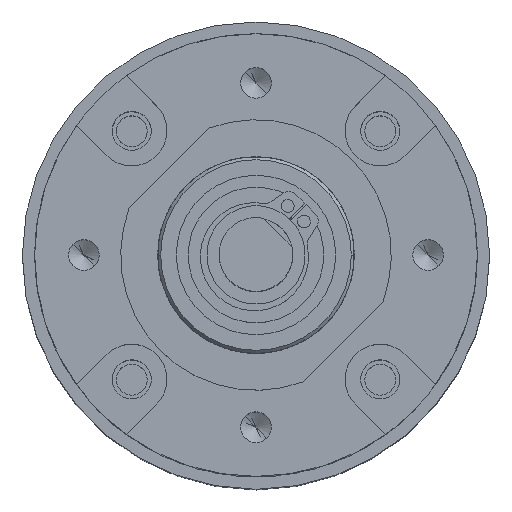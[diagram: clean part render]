
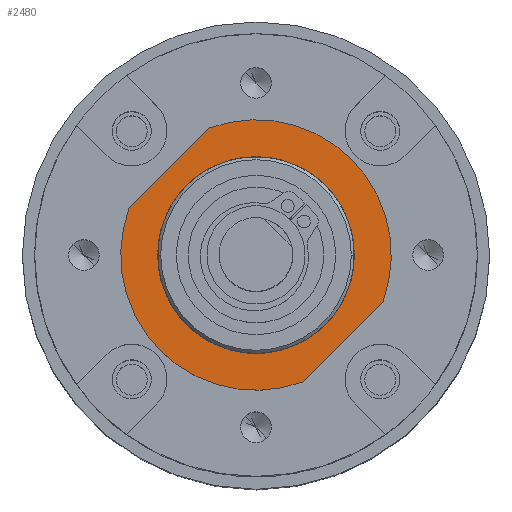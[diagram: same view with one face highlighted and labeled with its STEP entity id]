
A CAD part, top view. The second image highlights one B-rep face of the part: STEP entity #2480.
In plain terms, the highlighted planar face has unit normal (0, 0, 1).
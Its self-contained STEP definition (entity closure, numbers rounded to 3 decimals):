
#19 = CARTESIAN_POINT ( 'NONE',  ( -10., 4.583, 26.192 ) ) ;
#38 = CARTESIAN_POINT ( 'NONE',  ( 0., 0., 26.192 ) ) ;
#134 = EDGE_CURVE ( 'NONE', #4010, #430, #6316, .T. ) ;
#267 = CARTESIAN_POINT ( 'NONE',  ( -8., 0., 26.192 ) ) ;
#430 = VERTEX_POINT ( 'NONE', #1100 ) ;
#644 = DIRECTION ( 'NONE',  ( 1., 0., 0. ) ) ;
#694 = CARTESIAN_POINT ( 'NONE',  ( 10., 4.583, 26.192 ) ) ;
#734 = ORIENTED_EDGE ( 'NONE', *, *, #5592, .T. ) ;
#1024 = EDGE_LOOP ( 'NONE', ( #1581, #7808, #734, #2285 ) ) ;
#1100 = CARTESIAN_POINT ( 'NONE',  ( 10., -4.583, 26.192 ) ) ;
#1581 = ORIENTED_EDGE ( 'NONE', *, *, #134, .T. ) ;
#1880 = FACE_OUTER_BOUND ( 'NONE', #1024, .T. ) ;
#2285 = ORIENTED_EDGE ( 'NONE', *, *, #7038, .T. ) ;
#2480 = ADVANCED_FACE ( 'NONE', ( #3742, #1880 ), #4744, .T. ) ;
#2677 = LINE ( 'NONE', #6717, #7345 ) ;
#2741 = VERTEX_POINT ( 'NONE', #267 ) ;
#2762 = CARTESIAN_POINT ( 'NONE',  ( 0., 0., 26.192 ) ) ;
#2770 = CARTESIAN_POINT ( 'NONE',  ( -10., -4.583, 26.192 ) ) ;
#2843 = EDGE_CURVE ( 'NONE', #430, #3339, #7025, .T. ) ;
#3052 = AXIS2_PLACEMENT_3D ( 'NONE', #7232, #4215, #3587 ) ;
#3084 = DIRECTION ( 'NONE',  ( 0., -1., 0. ) ) ;
#3165 = CARTESIAN_POINT ( 'NONE',  ( 0., 0., 26.192 ) ) ;
#3236 = CIRCLE ( 'NONE', #5616, 11. ) ;
#3339 = VERTEX_POINT ( 'NONE', #694 ) ;
#3351 = AXIS2_PLACEMENT_3D ( 'NONE', #2762, #7037, #3410 ) ;
#3410 = DIRECTION ( 'NONE',  ( 1., 0., 0. ) ) ;
#3587 = DIRECTION ( 'NONE',  ( 1., 0., 0. ) ) ;
#3620 = VECTOR ( 'NONE', #6832, 1000. ) ;
#3664 = DIRECTION ( 'NONE',  ( 0., 0., 1. ) ) ;
#3742 = FACE_BOUND ( 'NONE', #4075, .T. ) ;
#3961 = CARTESIAN_POINT ( 'NONE',  ( 10., 4.583, 26.192 ) ) ;
#4010 = VERTEX_POINT ( 'NONE', #2770 ) ;
#4075 = EDGE_LOOP ( 'NONE', ( #5910, #5795 ) ) ;
#4215 = DIRECTION ( 'NONE',  ( 0., 0., 1. ) ) ;
#4341 = DIRECTION ( 'NONE',  ( 0., 0., 1. ) ) ;
#4434 = AXIS2_PLACEMENT_3D ( 'NONE', #3165, #5602, #6131 ) ;
#4744 = PLANE ( 'NONE',  #3052 ) ;
#5149 = VERTEX_POINT ( 'NONE', #6282 ) ;
#5327 = EDGE_CURVE ( 'NONE', #2741, #5149, #5451, .T. ) ;
#5451 = CIRCLE ( 'NONE', #3351, 8. ) ;
#5592 = EDGE_CURVE ( 'NONE', #3339, #7059, #3236, .T. ) ;
#5602 = DIRECTION ( 'NONE',  ( 0., 0., 1. ) ) ;
#5616 = AXIS2_PLACEMENT_3D ( 'NONE', #38, #4341, #644 ) ;
#5734 = AXIS2_PLACEMENT_3D ( 'NONE', #7271, #3664, #7863 ) ;
#5795 = ORIENTED_EDGE ( 'NONE', *, *, #5327, .F. ) ;
#5910 = ORIENTED_EDGE ( 'NONE', *, *, #6976, .F. ) ;
#6125 = CIRCLE ( 'NONE', #5734, 8. ) ;
#6131 = DIRECTION ( 'NONE',  ( 1., 0., 0. ) ) ;
#6282 = CARTESIAN_POINT ( 'NONE',  ( 8., 0., 26.192 ) ) ;
#6316 = CIRCLE ( 'NONE', #4434, 11. ) ;
#6717 = CARTESIAN_POINT ( 'NONE',  ( -10., 4.583, 26.192 ) ) ;
#6832 = DIRECTION ( 'NONE',  ( 0., 1., 0. ) ) ;
#6976 = EDGE_CURVE ( 'NONE', #5149, #2741, #6125, .T. ) ;
#7025 = LINE ( 'NONE', #3961, #3620 ) ;
#7037 = DIRECTION ( 'NONE',  ( 0., 0., 1. ) ) ;
#7038 = EDGE_CURVE ( 'NONE', #7059, #4010, #2677, .T. ) ;
#7059 = VERTEX_POINT ( 'NONE', #19 ) ;
#7232 = CARTESIAN_POINT ( 'NONE',  ( 0., 0., 26.192 ) ) ;
#7271 = CARTESIAN_POINT ( 'NONE',  ( 0., 0., 26.192 ) ) ;
#7345 = VECTOR ( 'NONE', #3084, 1000. ) ;
#7808 = ORIENTED_EDGE ( 'NONE', *, *, #2843, .T. ) ;
#7863 = DIRECTION ( 'NONE',  ( 1., 0., 0. ) ) ;
